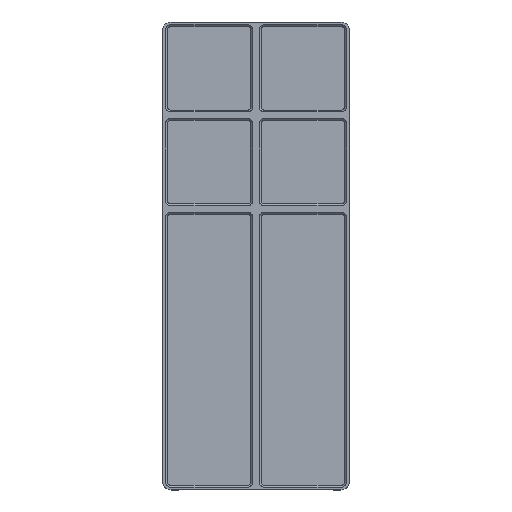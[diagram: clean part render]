
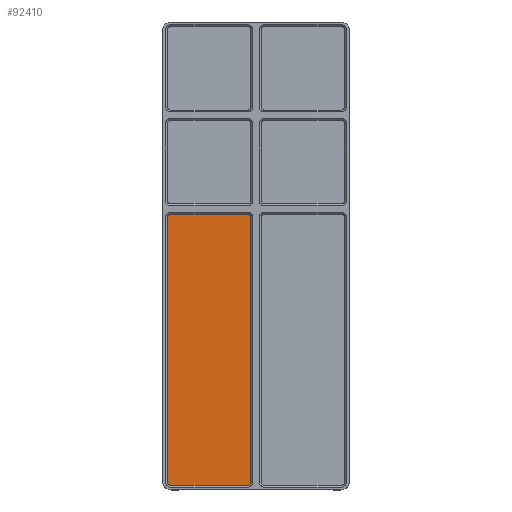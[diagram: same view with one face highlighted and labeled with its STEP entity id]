
A CAD part, top view. The second image highlights one B-rep face of the part: STEP entity #92410.
In plain terms, the highlighted planar face has unit normal (0, 0, 1).
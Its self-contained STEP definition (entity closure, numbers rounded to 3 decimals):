
#91540=CARTESIAN_POINT('',(249.75,87.85,7.));
#91550=VERTEX_POINT('',#91540);
#91580=CARTESIAN_POINT('',(249.75,121.,7.));
#91590=DIRECTION('',(0.,-1.,0.));
#91600=VECTOR('',#91590,1.);
#91610=LINE('',#91580,#91600);
#91620=CARTESIAN_POINT('',(249.75,206.15,7.));
#91630=VERTEX_POINT('',#91620);
#91640=EDGE_CURVE('',#91630,#91550,#91610,.T.);
#91750=CARTESIAN_POINT('',(231.,189.,7.));
#91760=DIRECTION('',(0.,0.,1.));
#91770=DIRECTION('',(-1.,0.,0.));
#91780=AXIS2_PLACEMENT_3D('',#91750,#91760,#91770);
#91790=PLANE('',#91780);
#91800=CARTESIAN_POINT('',(248.15,87.85,7.));
#91810=DIRECTION('',(0.,0.,-1.));
#91820=DIRECTION('',(1.,0.,0.));
#91830=AXIS2_PLACEMENT_3D('',#91800,#91810,#91820);
#91840=CIRCLE('',#91830,1.6);
#91850=CARTESIAN_POINT('',(248.15,86.25,7.));
#91860=VERTEX_POINT('',#91850);
#91870=EDGE_CURVE('',#91550,#91860,#91840,.T.);
#91880=ORIENTED_EDGE('',*,*,#91870,.F.);
#91890=CARTESIAN_POINT('',(247.,86.25,7.));
#91900=DIRECTION('',(-1.,0.,0.));
#91910=VECTOR('',#91900,1.);
#91920=LINE('',#91890,#91910);
#91930=CARTESIAN_POINT('',(213.85,86.25,7.));
#91940=VERTEX_POINT('',#91930);
#91950=EDGE_CURVE('',#91860,#91940,#91920,.T.);
#91960=ORIENTED_EDGE('',*,*,#91950,.F.);
#91970=CARTESIAN_POINT('',(213.85,87.85,7.));
#91980=DIRECTION('',(0.,0.,-1.));
#91990=DIRECTION('',(1.,0.,0.));
#92000=AXIS2_PLACEMENT_3D('',#91970,#91980,#91990);
#92010=CIRCLE('',#92000,1.6);
#92020=CARTESIAN_POINT('',(212.25,87.85,7.));
#92030=VERTEX_POINT('',#92020);
#92040=EDGE_CURVE('',#91940,#92030,#92010,.T.);
#92050=ORIENTED_EDGE('',*,*,#92040,.F.);
#92060=CARTESIAN_POINT('',(212.25,173.,7.));
#92070=DIRECTION('',(0.,1.,0.));
#92080=VECTOR('',#92070,1.);
#92090=LINE('',#92060,#92080);
#92100=CARTESIAN_POINT('',(212.25,206.15,7.));
#92110=VERTEX_POINT('',#92100);
#92120=EDGE_CURVE('',#92030,#92110,#92090,.T.);
#92130=ORIENTED_EDGE('',*,*,#92120,.F.);
#92140=CARTESIAN_POINT('',(213.85,206.15,7.));
#92150=DIRECTION('',(0.,0.,-1.));
#92160=DIRECTION('',(1.,0.,0.));
#92170=AXIS2_PLACEMENT_3D('',#92140,#92150,#92160);
#92180=CIRCLE('',#92170,1.6);
#92190=CARTESIAN_POINT('',(213.85,207.75,7.));
#92200=VERTEX_POINT('',#92190);
#92210=EDGE_CURVE('',#92110,#92200,#92180,.T.);
#92220=ORIENTED_EDGE('',*,*,#92210,.F.);
#92230=CARTESIAN_POINT('',(215.,207.75,7.));
#92240=DIRECTION('',(1.,0.,0.));
#92250=VECTOR('',#92240,1.);
#92260=LINE('',#92230,#92250);
#92270=CARTESIAN_POINT('',(248.15,207.75,7.));
#92280=VERTEX_POINT('',#92270);
#92290=EDGE_CURVE('',#92200,#92280,#92260,.T.);
#92300=ORIENTED_EDGE('',*,*,#92290,.F.);
#92310=CARTESIAN_POINT('',(248.15,206.15,7.));
#92320=DIRECTION('',(0.,0.,-1.));
#92330=DIRECTION('',(1.,0.,0.));
#92340=AXIS2_PLACEMENT_3D('',#92310,#92320,#92330);
#92350=CIRCLE('',#92340,1.6);
#92360=EDGE_CURVE('',#92280,#91630,#92350,.T.);
#92370=ORIENTED_EDGE('',*,*,#92360,.F.);
#92380=ORIENTED_EDGE('',*,*,#91640,.F.);
#92390=EDGE_LOOP('',(#92380,#92370,#92300,#92220,#92130,#92050,#91960,
#91880));
#92400=FACE_OUTER_BOUND('',#92390,.T.);
#92410=ADVANCED_FACE('',(#92400),#91790,.T.);
